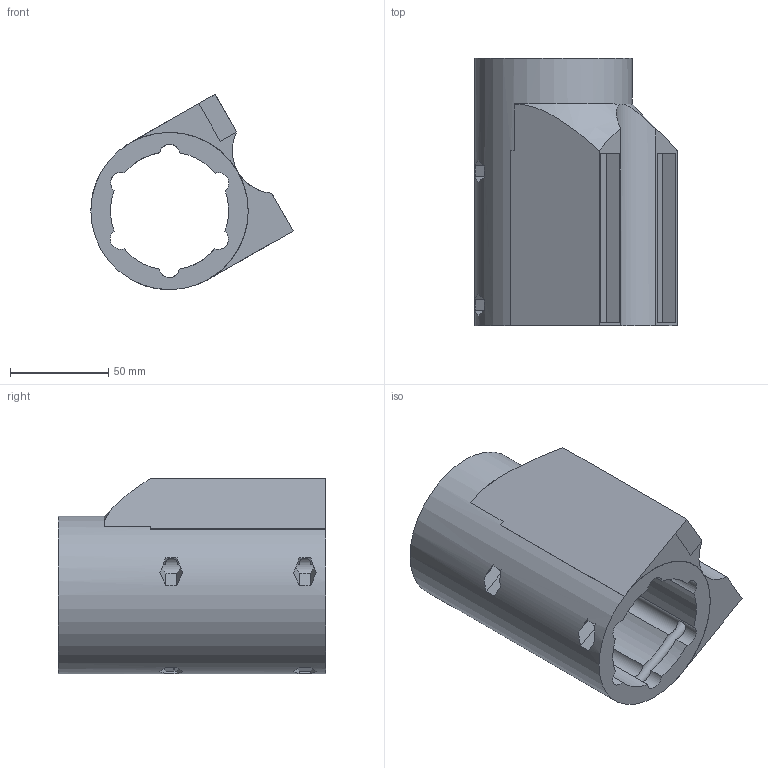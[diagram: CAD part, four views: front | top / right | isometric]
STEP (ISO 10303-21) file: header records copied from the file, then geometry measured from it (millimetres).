
FILE_DESCRIPTION(/* description */ (''),/* implementation_level */ '2;1');
FILE_NAME(/* name */ 'central axis cover 2-4.stp',/* time_stamp */ '2017-03-31T17:55:55+02:00',/* author */ ('Admin'),/* organization */ (''),/* preprocessor_version */ 'ST-DEVELOPER v16.1',/* originating_system */ 'Autodesk Inventor 2016',/* authorisation */ '');
FILE_SCHEMA (('AUTOMOTIVE_DESIGN { 1 0 10303 214 3 1 1 }'));
Length unit declared in the file: millimetre
Products named in the file (1): segmentos eje central soporte rodamientos
Bounding box: 102.71 x 135.72 x 99.17 mm (x, y, z)
Volume: 366563.5 mm3; surface area: 80577.7 mm2
Topology: 2 solids, 2 shells, 85 faces, 260 edges, 174 vertices
Faces by surface type: plane 54, cylinder 30, cone 1
Full cylindrical faces by diameter (mm): 5.9 x4, 79.9 x1
Entity records: 3144 total; most frequent: CARTESIAN_POINT 940, ORIENTED_EDGE 470, DIRECTION 439, EDGE_CURVE 235, VERTEX_POINT 158, AXIS2_PLACEMENT_3D 155, LINE 129, VECTOR 129
